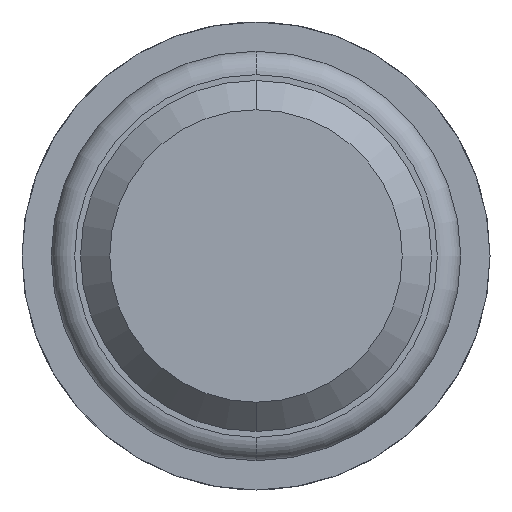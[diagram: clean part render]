
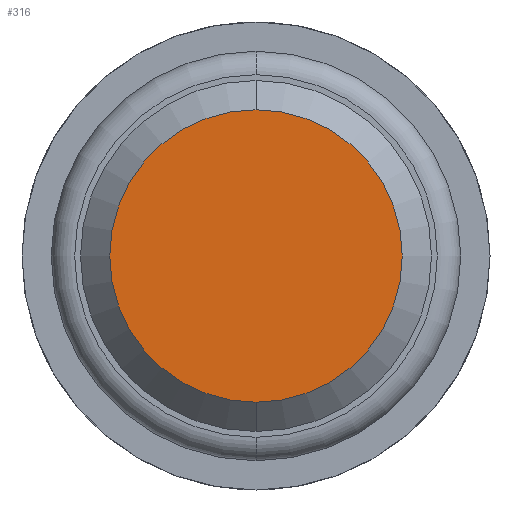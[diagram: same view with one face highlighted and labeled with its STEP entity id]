
A CAD part, front view. The second image highlights one B-rep face of the part: STEP entity #316.
In plain terms, the highlighted planar face has unit normal (0, -1, 0).
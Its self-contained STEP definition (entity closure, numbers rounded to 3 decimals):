
#316 = ADVANCED_FACE ( 'Defeature ausgef�hrt3_4', ( #4669 ), #4078, .F. ) ;
#566 = CIRCLE ( 'NONE', #4955, 1.25 ) ;
#911 = CARTESIAN_POINT ( 'NONE',  ( 0., -34.6, 0. ) ) ;
#945 = CARTESIAN_POINT ( 'NONE',  ( 0., -34.6, 0. ) ) ;
#1474 = CARTESIAN_POINT ( 'NONE',  ( 0., -34.6, 1.25 ) ) ;
#1720 = ORIENTED_EDGE ( 'NONE', *, *, #1991, .T. ) ;
#1991 = EDGE_CURVE ( 'Defeature ausgef�hrt3_4+Defeature ausgef�hrt3_3+Defeature ausgef�hrt3_3+Defeature ausgef�hrt3_3', #3482, #3901, #2284, .T. ) ;
#1995 = DIRECTION ( 'NONE',  ( 0., -1., 0. ) ) ;
#2123 = EDGE_CURVE ( 'Defeature ausgef�hrt3_4+Defeature ausgef�hrt3_3+Defeature ausgef�hrt3_3+Defeature ausgef�hrt3_3', #3901, #3482, #566, .T. ) ;
#2284 = CIRCLE ( 'NONE', #2388, 1.25 ) ;
#2388 = AXIS2_PLACEMENT_3D ( 'NONE', #3167, #1995, #2769 ) ;
#2476 = DIRECTION ( 'NONE',  ( 0., -1., 0. ) ) ;
#2648 = ORIENTED_EDGE ( 'NONE', *, *, #2123, .T. ) ;
#2769 = DIRECTION ( 'NONE',  ( 0., 0., 1. ) ) ;
#2803 = CARTESIAN_POINT ( 'NONE',  ( 0., -34.6, -1.25 ) ) ;
#2906 = DIRECTION ( 'NONE',  ( 0., 0., 1. ) ) ;
#3167 = CARTESIAN_POINT ( 'NONE',  ( 0., -34.6, 0. ) ) ;
#3482 = VERTEX_POINT ( 'NONE', #2803 ) ;
#3665 = DIRECTION ( 'NONE',  ( 0., 0., 1. ) ) ;
#3901 = VERTEX_POINT ( 'NONE', #1474 ) ;
#4078 = PLANE ( 'NONE',  #4643 ) ;
#4247 = EDGE_LOOP ( 'NONE', ( #2648, #1720 ) ) ;
#4434 = DIRECTION ( 'NONE',  ( 0., 1., 0. ) ) ;
#4643 = AXIS2_PLACEMENT_3D ( 'NONE', #945, #4434, #3665 ) ;
#4669 = FACE_OUTER_BOUND ( 'NONE', #4247, .T. ) ;
#4955 = AXIS2_PLACEMENT_3D ( 'NONE', #911, #2476, #2906 ) ;
